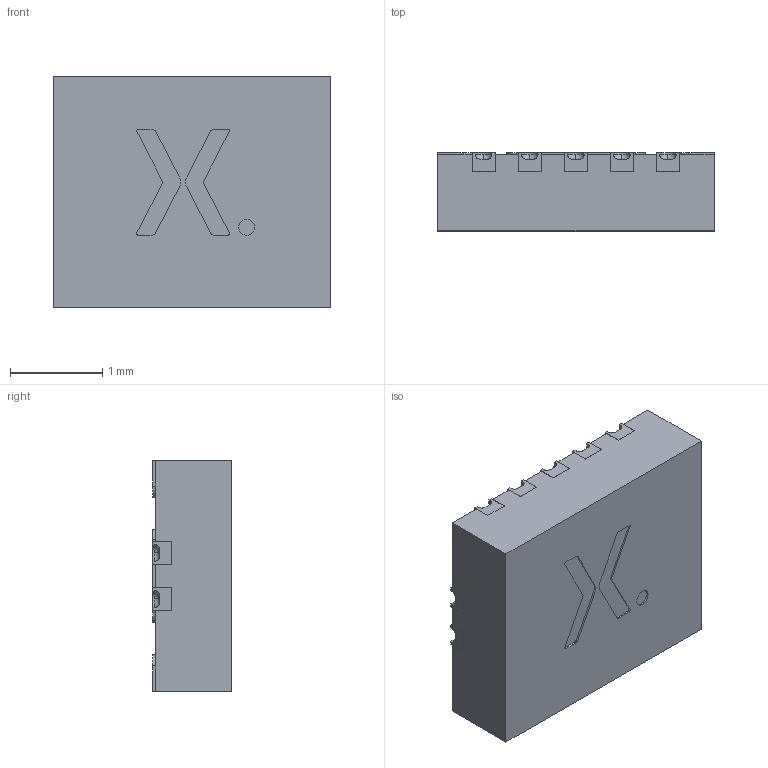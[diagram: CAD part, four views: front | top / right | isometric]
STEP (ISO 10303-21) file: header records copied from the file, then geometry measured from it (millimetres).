
FILE_DESCRIPTION(('CAx-IF Rec.Pracs.---Model Styling and Organization---1.5---2016-08-15','CAx-IF Rec.Pracs.---Geometric and Assembly Validation Properties---4.4---2016-08-17','CAx-IF Rec.Pracs.---User Defined Attributes---1.5---2016-08-15','CAx-IF Rec.Pracs.---External References---2.1---2005-01-19'),'2;1');
FILE_NAME('1264210.step','2024-03-25T12:05:50',('Unspecified'),('Unspecified'),'CAD Exchanger 3.10.2 (cadexchanger.com)','Unspecified','');
FILE_SCHEMA(('AUTOMOTIVE_DESIGN { 1 0 10303 214 1 1 1 1 }'));
Length unit declared in the file: millimetre
Products named in the file (4): SOT762-1; SOT762 Body; SOT762 Heatsink; SOT762 Lead
Assembly tree (16 placements, depth 2):
  SOT762-1
    SOT762 Body
    SOT762 Heatsink
    SOT762 Lead  x14
Bounding box: 3 x 0.85 x 2.5 mm (x, y, z)
Volume: 6.2 mm3; surface area: 36.7 mm2
Topology: 16 solids, 16 shells, 337 faces, 875 edges, 574 vertices
Faces by surface type: plane 186, cylinder 123, torus 28
Entity records: 4866 total; most frequent: DIRECTION 832, CARTESIAN_POINT 815, ORIENTED_EDGE 788, EDGE_CURVE 394, AXIS2_PLACEMENT_3D 279, LINE 274, VECTOR 274, VERTEX_POINT 262
